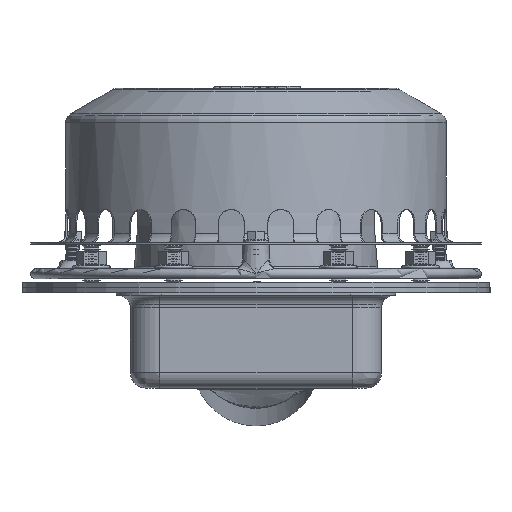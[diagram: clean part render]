
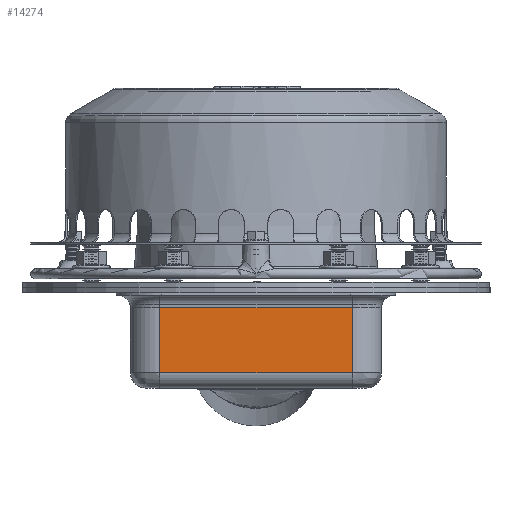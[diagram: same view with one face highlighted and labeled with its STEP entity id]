
A CAD part, left-side view. The second image highlights one B-rep face of the part: STEP entity #14274.
In plain terms, the highlighted planar face has unit normal (-1, 0, 0).
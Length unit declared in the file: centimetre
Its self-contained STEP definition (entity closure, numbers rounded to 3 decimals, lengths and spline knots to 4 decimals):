
#811=PLANE('',#15239);
#1255=FACE_OUTER_BOUND('',#2167,.T.);
#2167=EDGE_LOOP('',(#9556,#9557,#9558,#9559));
#3195=LINE('',#21844,#4018);
#3197=LINE('',#21853,#4020);
#3198=LINE('',#21854,#4021);
#3199=LINE('',#21855,#4022);
#4018=VECTOR('',#17201,1.);
#4020=VECTOR('',#17209,1.);
#4021=VECTOR('',#17210,1.);
#4022=VECTOR('',#17211,1.);
#5804=VERTEX_POINT('',#21842);
#5805=VERTEX_POINT('',#21843);
#5808=VERTEX_POINT('',#21851);
#5809=VERTEX_POINT('',#21852);
#7220=EDGE_CURVE('',#5804,#5805,#3195,.T.);
#7224=EDGE_CURVE('',#5808,#5809,#3197,.T.);
#7225=EDGE_CURVE('',#5809,#5804,#3198,.T.);
#7226=EDGE_CURVE('',#5808,#5805,#3199,.T.);
#9556=ORIENTED_EDGE('',*,*,#7224,.T.);
#9557=ORIENTED_EDGE('',*,*,#7225,.T.);
#9558=ORIENTED_EDGE('',*,*,#7220,.T.);
#9559=ORIENTED_EDGE('',*,*,#7226,.F.);
#14274=ADVANCED_FACE('',(#1255),#811,.T.);
#15239=AXIS2_PLACEMENT_3D('',#21850,#17207,#17208);
#17201=DIRECTION('',(0.,1.,0.));
#17207=DIRECTION('center_axis',(-1.,0.,0.));
#17208=DIRECTION('ref_axis',(0.,0.,
1.));
#17209=DIRECTION('',(0.,-1.,0.));
#17210=DIRECTION('',(0.,0.,1.));
#17211=DIRECTION('',(0.,0.,1.));
#21842=CARTESIAN_POINT('',(256.209,274.0937,-8.5));
#21843=CARTESIAN_POINT('',(256.209,385.0937,-8.5));
#21844=CARTESIAN_POINT('',(256.209,329.5937,-8.5));
#21850=CARTESIAN_POINT('Origin',(256.209,329.5937,-10.5083));
#21851=CARTESIAN_POINT('',(256.209,385.0937,-46.));
#21852=CARTESIAN_POINT('',(256.209,274.0937,-46.));
#21853=CARTESIAN_POINT('',(256.209,311.0937,-46.));
#21854=CARTESIAN_POINT('',(256.209,274.0937,-55.));
#21855=CARTESIAN_POINT('',(256.209,385.0937,-55.));
